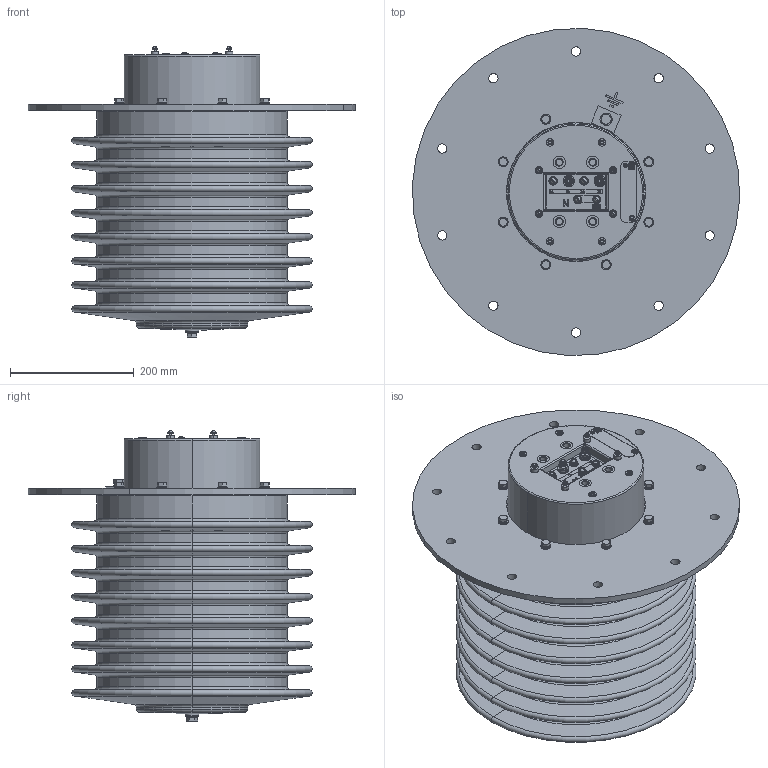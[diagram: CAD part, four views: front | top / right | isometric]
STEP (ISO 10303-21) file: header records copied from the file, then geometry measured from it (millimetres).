
FILE_DESCRIPTION (( 'STEP AP203' ), '1' );
FILE_NAME ('ÇÍÎË.02.1-27 III (áåç êðûøêè).STEP', '2025-03-13T08:12:00', ( '' ), ( '' ), 'SwSTEP 2.0', 'SolidWorks 2010', '' );
FILE_SCHEMA (( 'CONFIG_CONTROL_DESIGN' ));
Length unit declared in the file: millimetre
Products named in the file (1): ÇÍÎË.02.1-27 III (áåç êðûøêè)
Bounding box: 529.5 x 529.5 x 470.92 mm (x, y, z)
Volume: 30428678.9 mm3; surface area: 2078073.2 mm2
Topology: 83 solids, 87 shells, 2378 faces, 5496 edges, 3370 vertices
Faces by surface type: cylinder 809, plane 773, cone 400, torus 198, bspline 152, sphere 46
Entity records: 73988 total; most frequent: CARTESIAN_POINT 20057, DIRECTION 11537, ORIENTED_EDGE 10912, EDGE_CURVE 5456, AXIS2_PLACEMENT_3D 4576, VERTEX_POINT 3370, EDGE_LOOP 2658, LINE 2385
